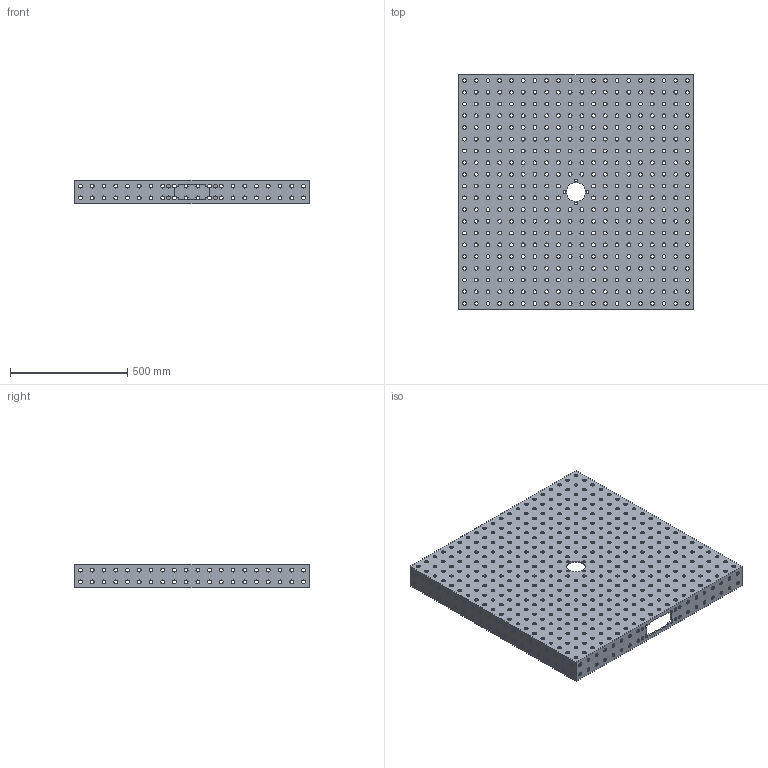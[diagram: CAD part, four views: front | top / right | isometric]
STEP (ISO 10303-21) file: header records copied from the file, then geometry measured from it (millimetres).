
FILE_DESCRIPTION(/* description */ (''),/* implementation_level */ '2;1');
FILE_NAME(/* name */ 'HE-01.step',/* time_stamp */ '2024-05-09T15:53:25+01:00',/* author */ (''),/* organization */ (''),/* preprocessor_version */ 'ST-DEVELOPER v20',/* originating_system */ 'Autodesk Translation Framework v12.20.1.177',/* authorisation */ '');
FILE_SCHEMA (('AUTOMOTIVE_DESIGN { 1 0 10303 214 3 1 1 }'));
Length unit declared in the file: millimetre
Products named in the file (2): HE-01; Pluto_Mills_Logo_SVG
Assembly tree (1 placements, depth 2):
  HE-01
    Pluto_Mills_Logo_SVG
Bounding box: 1000 x 1000 x 100 mm (x, y, z)
Volume: 7484681.3 mm3; surface area: 2690740.8 mm2
Topology: 1 solids, 1 shells, 584 faces, 1743 edges, 1162 vertices
Faces by surface type: cylinder 565, plane 19
Full cylindrical faces by diameter (mm): 11 x4, 16 x552, 80 x1
Entity records: 22622 total; most frequent: DIRECTION 4047, CARTESIAN_POINT 3492, ORIENTED_EDGE 3486, EDGE_CURVE 1743, AXIS2_PLACEMENT_3D 1717, EDGE_LOOP 1701, VERTEX_POINT 1162, CIRCLE 1130
